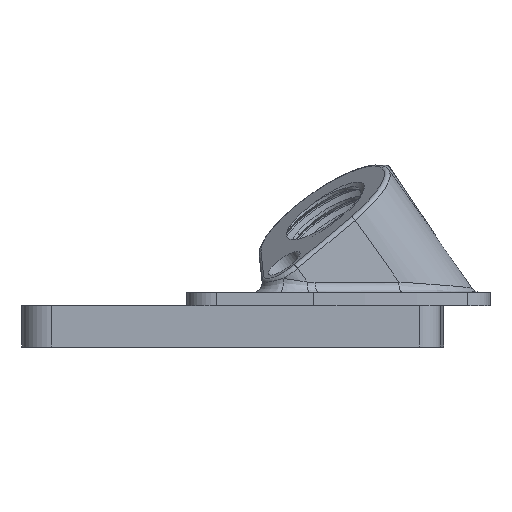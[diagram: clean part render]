
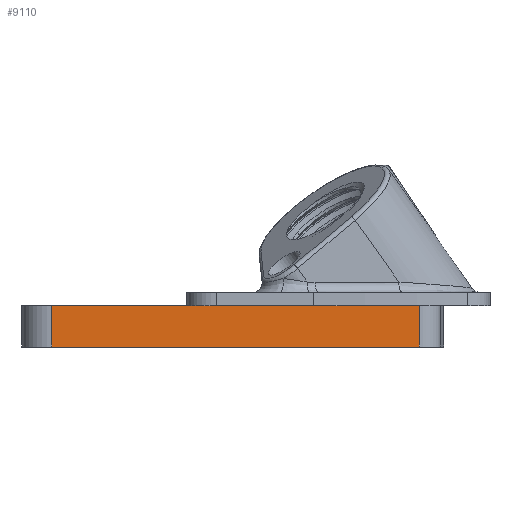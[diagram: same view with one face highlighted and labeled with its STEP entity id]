
A CAD part, left-side view. The second image highlights one B-rep face of the part: STEP entity #9110.
In plain terms, the highlighted planar face has unit normal (-1, 0, 0).
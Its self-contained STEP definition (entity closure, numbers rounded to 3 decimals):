
#3845 = PLANE('',#3846);
#3846 = AXIS2_PLACEMENT_3D('',#3847,#3848,#3849);
#3847 = CARTESIAN_POINT('',(0.,0.,-1.6));
#3848 = DIRECTION('',(0.,0.,1.));
#3849 = DIRECTION('',(1.,0.,0.));
#4308 = VERTEX_POINT('',#4309);
#4309 = CARTESIAN_POINT('',(-72.8,18.4,-1.6));
#4323 = PLANE('',#4324);
#4324 = AXIS2_PLACEMENT_3D('',#4325,#4326,#4327);
#4325 = CARTESIAN_POINT('',(0.,12.8,-1.6));
#4326 = DIRECTION('',(0.,0.,-1.));
#4327 = DIRECTION('',(-1.,0.,0.));
#7135 = EDGE_CURVE('',#4308,#7136,#7138,.T.);
#7136 = VERTEX_POINT('',#7137);
#7137 = CARTESIAN_POINT('',(-72.8,-9.8,-1.6));
#7138 = SURFACE_CURVE('',#7139,(#7143,#7150),.PCURVE_S1.);
#7139 = LINE('',#7140,#7141);
#7140 = CARTESIAN_POINT('',(-72.8,-4.9,-1.6));
#7141 = VECTOR('',#7142,1.);
#7142 = DIRECTION('',(0.,-1.,0.));
#7143 = PCURVE('',#3845,#7144);
#7144 = DEFINITIONAL_REPRESENTATION('',(#7145),#7149);
#7145 = LINE('',#7146,#7147);
#7146 = CARTESIAN_POINT('',(-72.8,-4.9));
#7147 = VECTOR('',#7148,1.);
#7148 = DIRECTION('',(0.,-1.));
#7149 = ( GEOMETRIC_REPRESENTATION_CONTEXT(2) 
PARAMETRIC_REPRESENTATION_CONTEXT() REPRESENTATION_CONTEXT('2D SPACE',''
  ) );
#7150 = PCURVE('',#7151,#7156);
#7151 = PLANE('',#7152);
#7152 = AXIS2_PLACEMENT_3D('',#7153,#7154,#7155);
#7153 = CARTESIAN_POINT('',(-72.8,-9.8,-1.6));
#7154 = DIRECTION('',(-1.,0.,0.));
#7155 = DIRECTION('',(0.,1.,0.));
#7156 = DEFINITIONAL_REPRESENTATION('',(#7157),#7161);
#7157 = LINE('',#7158,#7159);
#7158 = CARTESIAN_POINT('',(4.9,0.));
#7159 = VECTOR('',#7160,1.);
#7160 = DIRECTION('',(-1.,0.));
#7161 = ( GEOMETRIC_REPRESENTATION_CONTEXT(2) 
PARAMETRIC_REPRESENTATION_CONTEXT() REPRESENTATION_CONTEXT('2D SPACE',''
  ) );
#7180 = CYLINDRICAL_SURFACE('',#7181,2.6);
#7181 = AXIS2_PLACEMENT_3D('',#7182,#7183,#7184);
#7182 = CARTESIAN_POINT('',(-70.2,-9.8,-1.6));
#7183 = DIRECTION('',(0.,0.,-1.));
#7184 = DIRECTION('',(0.,-1.,0.));
#7706 = VERTEX_POINT('',#7707);
#7707 = CARTESIAN_POINT('',(-72.8,34.8,-1.6));
#7722 = CYLINDRICAL_SURFACE('',#7723,3.6);
#7723 = AXIS2_PLACEMENT_3D('',#7724,#7725,#7726);
#7724 = CARTESIAN_POINT('',(-69.2,34.8,-1.6));
#7725 = DIRECTION('',(0.,0.,-1.));
#7726 = DIRECTION('',(-1.,0.,0.));
#7734 = EDGE_CURVE('',#4308,#7706,#7735,.T.);
#7735 = SURFACE_CURVE('',#7736,(#7740,#7747),.PCURVE_S1.);
#7736 = LINE('',#7737,#7738);
#7737 = CARTESIAN_POINT('',(-72.8,-9.8,-1.6));
#7738 = VECTOR('',#7739,1.);
#7739 = DIRECTION('',(0.,1.,0.));
#7740 = PCURVE('',#4323,#7741);
#7741 = DEFINITIONAL_REPRESENTATION('',(#7742),#7746);
#7742 = LINE('',#7743,#7744);
#7743 = CARTESIAN_POINT('',(72.8,-22.6));
#7744 = VECTOR('',#7745,1.);
#7745 = DIRECTION('',(0.,1.));
#7746 = ( GEOMETRIC_REPRESENTATION_CONTEXT(2) 
PARAMETRIC_REPRESENTATION_CONTEXT() REPRESENTATION_CONTEXT('2D SPACE',''
  ) );
#7747 = PCURVE('',#7151,#7748);
#7748 = DEFINITIONAL_REPRESENTATION('',(#7749),#7753);
#7749 = LINE('',#7750,#7751);
#7750 = CARTESIAN_POINT('',(0.,0.));
#7751 = VECTOR('',#7752,1.);
#7752 = DIRECTION('',(1.,0.));
#7753 = ( GEOMETRIC_REPRESENTATION_CONTEXT(2) 
PARAMETRIC_REPRESENTATION_CONTEXT() REPRESENTATION_CONTEXT('2D SPACE',''
  ) );
#9110 = ADVANCED_FACE('',(#9111),#7151,.T.);
#9111 = FACE_BOUND('',#9112,.T.);
#9112 = EDGE_LOOP('',(#9113,#9114,#9115,#9138,#9166));
#9113 = ORIENTED_EDGE('',*,*,#7135,.F.);
#9114 = ORIENTED_EDGE('',*,*,#7734,.T.);
#9115 = ORIENTED_EDGE('',*,*,#9116,.T.);
#9116 = EDGE_CURVE('',#7706,#9117,#9119,.T.);
#9117 = VERTEX_POINT('',#9118);
#9118 = CARTESIAN_POINT('',(-72.8,34.8,-6.6));
#9119 = SURFACE_CURVE('',#9120,(#9124,#9131),.PCURVE_S1.);
#9120 = LINE('',#9121,#9122);
#9121 = CARTESIAN_POINT('',(-72.8,34.8,-1.6));
#9122 = VECTOR('',#9123,1.);
#9123 = DIRECTION('',(0.,0.,-1.));
#9124 = PCURVE('',#7151,#9125);
#9125 = DEFINITIONAL_REPRESENTATION('',(#9126),#9130);
#9126 = LINE('',#9127,#9128);
#9127 = CARTESIAN_POINT('',(44.6,0.));
#9128 = VECTOR('',#9129,1.);
#9129 = DIRECTION('',(0.,1.));
#9130 = ( GEOMETRIC_REPRESENTATION_CONTEXT(2) 
PARAMETRIC_REPRESENTATION_CONTEXT() REPRESENTATION_CONTEXT('2D SPACE',''
  ) );
#9131 = PCURVE('',#7722,#9132);
#9132 = DEFINITIONAL_REPRESENTATION('',(#9133),#9137);
#9133 = LINE('',#9134,#9135);
#9134 = CARTESIAN_POINT('',(0.,0.));
#9135 = VECTOR('',#9136,1.);
#9136 = DIRECTION('',(0.,1.));
#9137 = ( GEOMETRIC_REPRESENTATION_CONTEXT(2) 
PARAMETRIC_REPRESENTATION_CONTEXT() REPRESENTATION_CONTEXT('2D SPACE',''
  ) );
#9138 = ORIENTED_EDGE('',*,*,#9139,.F.);
#9139 = EDGE_CURVE('',#9140,#9117,#9142,.T.);
#9140 = VERTEX_POINT('',#9141);
#9141 = CARTESIAN_POINT('',(-72.8,-9.8,-6.6));
#9142 = SURFACE_CURVE('',#9143,(#9147,#9154),.PCURVE_S1.);
#9143 = LINE('',#9144,#9145);
#9144 = CARTESIAN_POINT('',(-72.8,-9.8,-6.6));
#9145 = VECTOR('',#9146,1.);
#9146 = DIRECTION('',(0.,1.,0.));
#9147 = PCURVE('',#7151,#9148);
#9148 = DEFINITIONAL_REPRESENTATION('',(#9149),#9153);
#9149 = LINE('',#9150,#9151);
#9150 = CARTESIAN_POINT('',(0.,5.));
#9151 = VECTOR('',#9152,1.);
#9152 = DIRECTION('',(1.,0.));
#9153 = ( GEOMETRIC_REPRESENTATION_CONTEXT(2) 
PARAMETRIC_REPRESENTATION_CONTEXT() REPRESENTATION_CONTEXT('2D SPACE',''
  ) );
#9154 = PCURVE('',#9155,#9160);
#9155 = PLANE('',#9156);
#9156 = AXIS2_PLACEMENT_3D('',#9157,#9158,#9159);
#9157 = CARTESIAN_POINT('',(0.,12.8,-6.6));
#9158 = DIRECTION('',(0.,0.,-1.));
#9159 = DIRECTION('',(-1.,0.,0.));
#9160 = DEFINITIONAL_REPRESENTATION('',(#9161),#9165);
#9161 = LINE('',#9162,#9163);
#9162 = CARTESIAN_POINT('',(72.8,-22.6));
#9163 = VECTOR('',#9164,1.);
#9164 = DIRECTION('',(0.,1.));
#9165 = ( GEOMETRIC_REPRESENTATION_CONTEXT(2) 
PARAMETRIC_REPRESENTATION_CONTEXT() REPRESENTATION_CONTEXT('2D SPACE',''
  ) );
#9166 = ORIENTED_EDGE('',*,*,#9167,.F.);
#9167 = EDGE_CURVE('',#7136,#9140,#9168,.T.);
#9168 = SURFACE_CURVE('',#9169,(#9173,#9180),.PCURVE_S1.);
#9169 = LINE('',#9170,#9171);
#9170 = CARTESIAN_POINT('',(-72.8,-9.8,-1.6));
#9171 = VECTOR('',#9172,1.);
#9172 = DIRECTION('',(0.,0.,-1.));
#9173 = PCURVE('',#7151,#9174);
#9174 = DEFINITIONAL_REPRESENTATION('',(#9175),#9179);
#9175 = LINE('',#9176,#9177);
#9176 = CARTESIAN_POINT('',(0.,0.));
#9177 = VECTOR('',#9178,1.);
#9178 = DIRECTION('',(0.,1.));
#9179 = ( GEOMETRIC_REPRESENTATION_CONTEXT(2) 
PARAMETRIC_REPRESENTATION_CONTEXT() REPRESENTATION_CONTEXT('2D SPACE',''
  ) );
#9180 = PCURVE('',#7180,#9181);
#9181 = DEFINITIONAL_REPRESENTATION('',(#9182),#9186);
#9182 = LINE('',#9183,#9184);
#9183 = CARTESIAN_POINT('',(1.571,0.));
#9184 = VECTOR('',#9185,1.);
#9185 = DIRECTION('',(0.,1.));
#9186 = ( GEOMETRIC_REPRESENTATION_CONTEXT(2) 
PARAMETRIC_REPRESENTATION_CONTEXT() REPRESENTATION_CONTEXT('2D SPACE',''
  ) );
